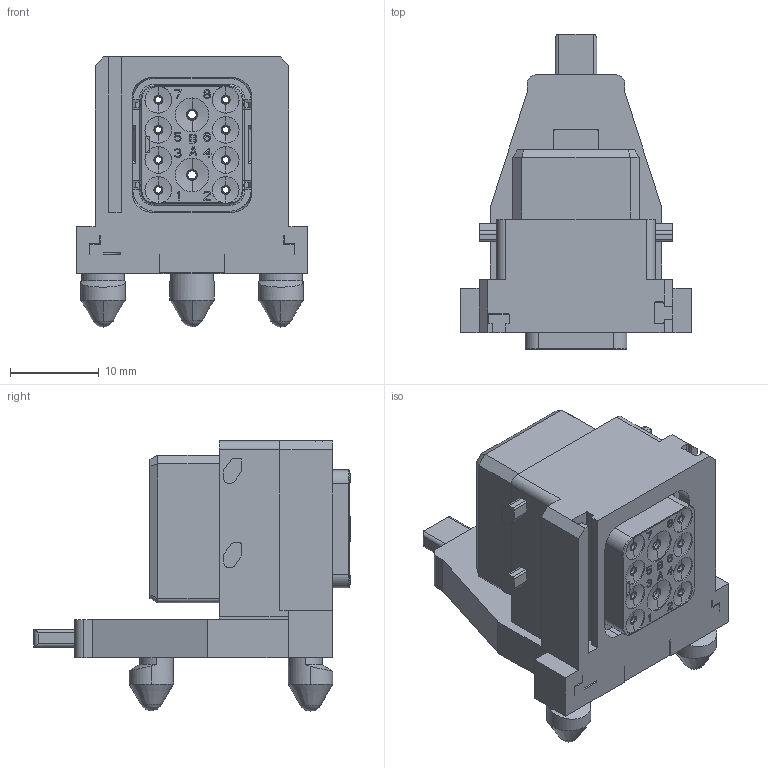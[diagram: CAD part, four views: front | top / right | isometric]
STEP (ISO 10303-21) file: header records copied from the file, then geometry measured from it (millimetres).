
FILE_DESCRIPTION((''),'2;1');
FILE_NAME('35599113000','2020-02-19T',('presta_be4'),(''),'CREO PARAMETRIC BY PTC INC, 2018360','CREO PARAMETRIC BY PTC INC, 2018360','');
FILE_SCHEMA(('CONFIG_CONTROL_DESIGN'));
Products named in the file (1): 35599113000
Bounding box: 26 x 35.55 x 30.4 mm (x, y, z)
Volume: 8000.4 mm3; surface area: 9146.5 mm2
Topology: 1 solids, 1 shells, 2172 faces, 5587 edges, 3513 vertices
Faces by surface type: plane 1217, cylinder 378, cone 261, torus 240, bspline 70, sphere 6
Entity records: 73330 total; most frequent: CARTESIAN_POINT 20200, ORIENTED_EDGE 11162, DIRECTION 11023, EDGE_CURVE 5581, AXIS2_PLACEMENT_3D 3719, VECTOR 3585, LINE 3585, VERTEX_POINT 3513
